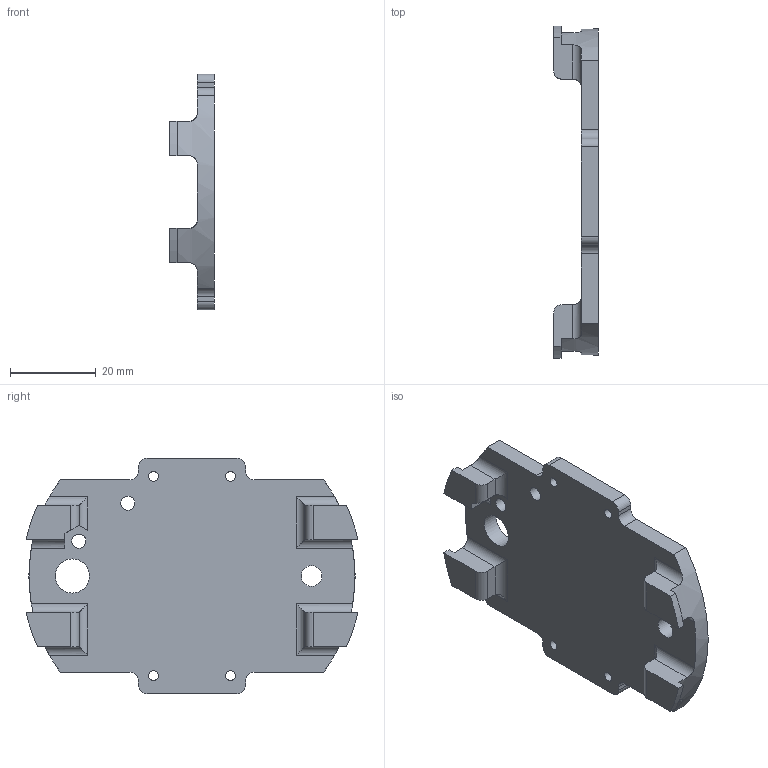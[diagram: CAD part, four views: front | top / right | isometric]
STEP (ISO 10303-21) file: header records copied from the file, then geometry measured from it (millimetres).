
FILE_DESCRIPTION(/* description */ (''),/* implementation_level */ '2;1');
FILE_NAME(/* name */ 'bottom_cap.stp',/* time_stamp */ '2020-04-18T11:02:48-05:00',/* author */ ('qiyua'),/* organization */ (''),/* preprocessor_version */ 'ST-DEVELOPER v17.2',/* originating_system */ 'Autodesk Inventor 2019',/* authorisation */ '');
FILE_SCHEMA (('AUTOMOTIVE_DESIGN { 1 0 10303 214 3 1 1 }'));
Length unit declared in the file: millimetre
Products named in the file (1): bottom_cap
Bounding box: 10.5 x 77.53 x 55 mm (x, y, z)
Volume: 15558.3 mm3; surface area: 8955.2 mm2
Topology: 1 solids, 1 shells, 73 faces, 207 edges, 136 vertices
Faces by surface type: cylinder 38, plane 35
Full cylindrical faces by diameter (mm): 2.3 x4, 3.302 x2, 4.85 x1, 8 x1
Entity records: 2513 total; most frequent: CARTESIAN_POINT 489, DIRECTION 418, ORIENTED_EDGE 414, EDGE_CURVE 207, AXIS2_PLACEMENT_3D 145, VERTEX_POINT 136, LINE 128, VECTOR 128
